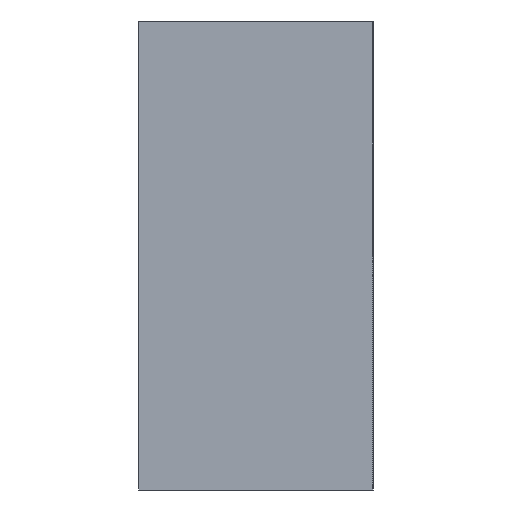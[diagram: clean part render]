
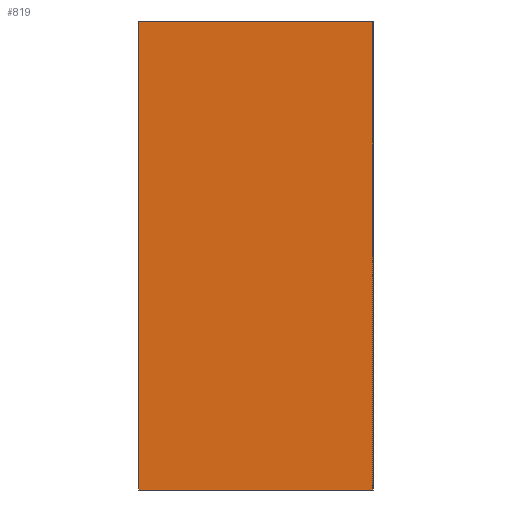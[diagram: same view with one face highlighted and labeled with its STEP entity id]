
A CAD part, left-side view. The second image highlights one B-rep face of the part: STEP entity #819.
In plain terms, the highlighted planar face has unit normal (-1, 0, 0).
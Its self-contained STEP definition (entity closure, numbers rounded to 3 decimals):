
#34=PLANE('',#897);
#102=FACE_OUTER_BOUND('',#155,.T.);
#155=EDGE_LOOP('',(#719,#720,#721,#722));
#232=LINE('',#3690,#287);
#255=LINE('',#3767,#310);
#258=LINE('',#3774,#313);
#259=LINE('',#3775,#314);
#287=VECTOR('',#988,10.);
#310=VECTOR('',#1071,10.);
#313=VECTOR('',#1078,10.);
#314=VECTOR('',#1079,10.);
#362=VERTEX_POINT('',#3687);
#363=VERTEX_POINT('',#3689);
#386=VERTEX_POINT('',#3763);
#389=VERTEX_POINT('',#3773);
#464=EDGE_CURVE('',#363,#362,#232,.T.);
#501=EDGE_CURVE('',#363,#386,#255,.T.);
#504=EDGE_CURVE('',#389,#362,#258,.T.);
#505=EDGE_CURVE('',#386,#389,#259,.T.);
#719=ORIENTED_EDGE('',*,*,#464,.T.);
#720=ORIENTED_EDGE('',*,*,#504,.F.);
#721=ORIENTED_EDGE('',*,*,#505,.F.);
#722=ORIENTED_EDGE('',*,*,#501,.F.);
#819=ADVANCED_FACE('',(#102),#34,.T.);
#897=AXIS2_PLACEMENT_3D('',#3772,#1076,#1077);
#988=DIRECTION('',(0.,0.,1.));
#1071=DIRECTION('',(0.,1.,0.));
#1076=DIRECTION('center_axis',(-1.,0.,0.));
#1077=DIRECTION('ref_axis',(0.,-1.,0.));
#1078=DIRECTION('',(0.,-1.,0.));
#1079=DIRECTION('',(0.,0.,1.));
#3687=CARTESIAN_POINT('',(-64.25,-7.95,15.9));
#3689=CARTESIAN_POINT('',(-64.25,-7.95,-15.9));
#3690=CARTESIAN_POINT('',(-64.25,-7.95,0.));
#3763=CARTESIAN_POINT('',(-64.25,7.95,-15.9));
#3767=CARTESIAN_POINT('',(-64.25,-7.95,-15.9));
#3772=CARTESIAN_POINT('Origin',(-64.25,7.95,0.));
#3773=CARTESIAN_POINT('',(-64.25,7.95,15.9));
#3774=CARTESIAN_POINT('',(-64.25,-7.95,15.9));
#3775=CARTESIAN_POINT('',(-64.25,7.95,0.));
